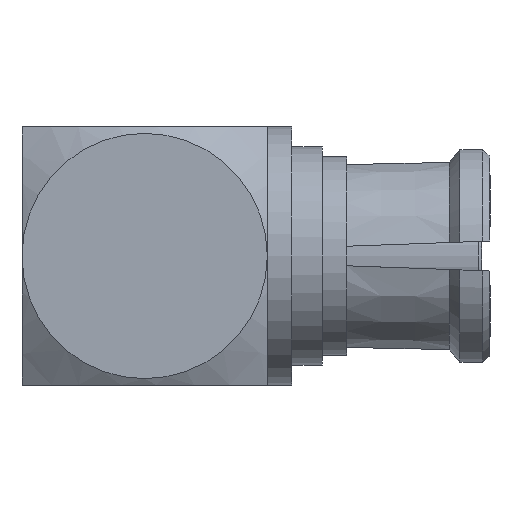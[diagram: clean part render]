
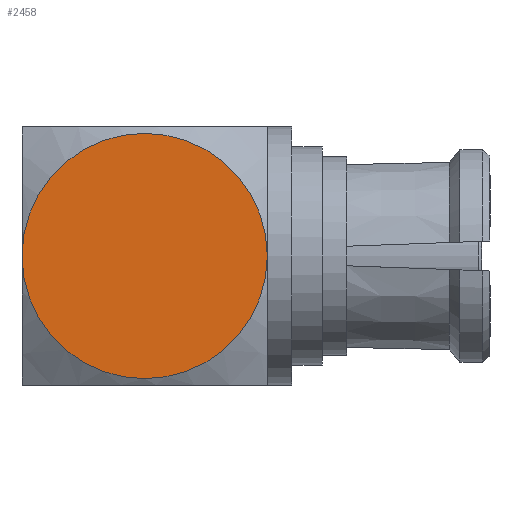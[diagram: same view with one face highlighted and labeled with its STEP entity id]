
A CAD part, left-side view. The second image highlights one B-rep face of the part: STEP entity #2458.
In plain terms, the highlighted planar face has unit normal (-1, 0, 0).
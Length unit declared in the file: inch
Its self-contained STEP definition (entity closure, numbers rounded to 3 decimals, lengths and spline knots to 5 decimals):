
#33 = AXIS2_PLACEMENT_3D ( 'NONE', #2220, #1437, #2268 ) ;
#155 = AXIS2_PLACEMENT_3D ( 'NONE', #3152, #711, #1008 ) ;
#248 = EDGE_CURVE ( 'NONE', #3179, #1906, #1420, .T. ) ;
#383 = EDGE_CURVE ( 'NONE', #1906, #3179, #2746, .T. ) ;
#447 = AXIS2_PLACEMENT_3D ( 'NONE', #896, #2676, #846 ) ;
#711 = DIRECTION ( 'NONE',  ( -1., 0., 0. ) ) ;
#846 = DIRECTION ( 'NONE',  ( 0., 1., 0. ) ) ;
#896 = CARTESIAN_POINT ( 'NONE',  ( -0.07874, -0.0748, 0.07874 ) ) ;
#1008 = DIRECTION ( 'NONE',  ( 0., 0., 1. ) ) ;
#1138 = FACE_OUTER_BOUND ( 'NONE', #1310, .T. ) ;
#1157 = PLANE ( 'NONE',  #447 ) ;
#1310 = EDGE_LOOP ( 'NONE', ( #2837, #1893 ) ) ;
#1420 = CIRCLE ( 'NONE', #33, 0.0748 ) ;
#1437 = DIRECTION ( 'NONE',  ( -1., 0., 0. ) ) ;
#1893 = ORIENTED_EDGE ( 'NONE', *, *, #383, .T. ) ;
#1906 = VERTEX_POINT ( 'NONE', #3301 ) ;
#1967 = CARTESIAN_POINT ( 'NONE',  ( -0.07874, -0.0748, 0. ) ) ;
#2220 = CARTESIAN_POINT ( 'NONE',  ( -0.07874, 0., 0. ) ) ;
#2268 = DIRECTION ( 'NONE',  ( 0., 0., 1. ) ) ;
#2458 = ADVANCED_FACE ( 'NONE', ( #1138 ), #1157, .F. ) ;
#2676 = DIRECTION ( 'NONE',  ( 1., 0., 0. ) ) ;
#2746 = CIRCLE ( 'NONE', #155, 0.0748 ) ;
#2837 = ORIENTED_EDGE ( 'NONE', *, *, #248, .T. ) ;
#3152 = CARTESIAN_POINT ( 'NONE',  ( -0.07874, 0., 0. ) ) ;
#3179 = VERTEX_POINT ( 'NONE', #1967 ) ;
#3301 = CARTESIAN_POINT ( 'NONE',  ( -0.07874, 0.0748, 0. ) ) ;
